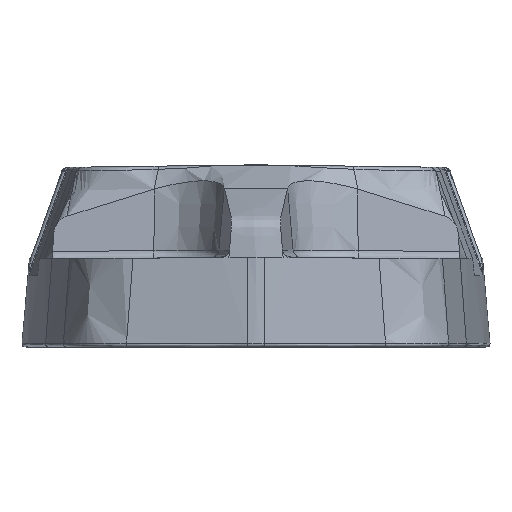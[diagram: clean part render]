
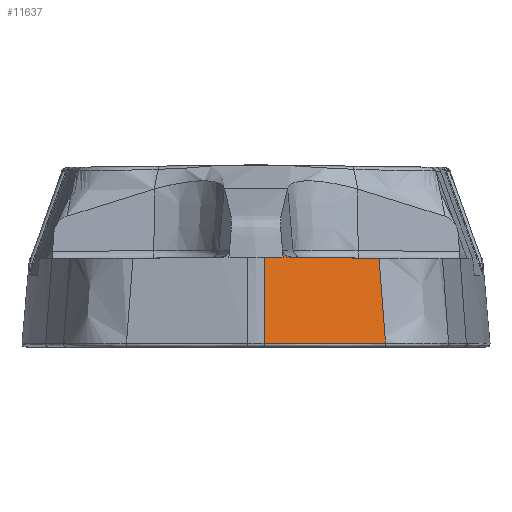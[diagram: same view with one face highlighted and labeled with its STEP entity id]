
A CAD part, left-side view. The second image highlights one B-rep face of the part: STEP entity #11637.
In plain terms, the highlighted free-form (B-spline) face has degree [1, 3] with [2, 10] control points.
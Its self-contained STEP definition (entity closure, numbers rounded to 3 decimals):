
#173 = CARTESIAN_POINT ( 'NONE',  ( -68.201, -18.767, 12.985 ) ) ;
#190 = CARTESIAN_POINT ( 'NONE',  ( -70.368, -4.122, 13.112 ) ) ;
#794 = CARTESIAN_POINT ( 'NONE',  ( -64.914, -27.297, 31.458 ) ) ;
#1043 = CARTESIAN_POINT ( 'NONE',  ( -72.859, -6.617, -10.18 ) ) ;
#1336 = CARTESIAN_POINT ( 'NONE',  ( -70.308, -4.36, 13.461 ) ) ;
#2384 = CARTESIAN_POINT ( 'NONE',  ( -71.656, -1.251, 2.294 ) ) ;
#2509 = CARTESIAN_POINT ( 'NONE',  ( -71.854, -1.25, 0.044 ) ) ;
#2968 = ORIENTED_EDGE ( 'NONE', *, *, #27644, .T. ) ;
#3704 = CARTESIAN_POINT ( 'NONE',  ( -69.178, -19.752, 0.001 ) ) ;
#5209 = CARTESIAN_POINT ( 'NONE',  ( -70.893, -1.255, 10.958 ) ) ;
#5562 = VERTEX_POINT ( 'NONE', #6677 ) ;
#5753 = CARTESIAN_POINT ( 'NONE',  ( -68.807, -19.378, 4.929 ) ) ;
#6303 = CARTESIAN_POINT ( 'NONE',  ( -66.182, 98.452, -10.18 ) ) ;
#6677 = CARTESIAN_POINT ( 'NONE',  ( -70.368, -4.122, 13.112 ) ) ;
#7349 = CARTESIAN_POINT ( 'NONE',  ( -70.3, -4.107, 13.901 ) ) ;
#8155 = CARTESIAN_POINT ( 'NONE',  ( -71.275, -1.253, 6.62 ) ) ;
#8716 = CARTESIAN_POINT ( 'NONE',  ( -69.178, -19.752, 0.001 ) ) ;
#8860 = ORIENTED_EDGE ( 'NONE', *, *, #34173, .T. ) ;
#9221 = CARTESIAN_POINT ( 'NONE',  ( -69.237, -6.147, 31.458 ) ) ;
#9260 = CARTESIAN_POINT ( 'NONE',  ( -70.323, -4.108, 13.638 ) ) ;
#9391 = EDGE_CURVE ( 'NONE', #5562, #15776, #31357, .T. ) ;
#9604 = CARTESIAN_POINT ( 'NONE',  ( -71.442, 76.546, -10.18 ) ) ;
#9638 = CARTESIAN_POINT ( 'NONE',  ( -70.347, -4.101, 13.375 ) ) ;
#9728 = CARTESIAN_POINT ( 'NONE',  ( -68.612, -27.397, -10.18 ) ) ;
#10153 = CARTESIAN_POINT ( 'NONE',  ( -70.288, -4.67, 13.25 ) ) ;
#10410 = ORIENTED_EDGE ( 'NONE', *, *, #9391, .T. ) ;
#10755 = CARTESIAN_POINT ( 'NONE',  ( -71.858, -1.25, 0.001 ) ) ;
#10887 = EDGE_CURVE ( 'NONE', #34471, #34495, #21109, .T. ) ;
#11203 = CARTESIAN_POINT ( 'NONE',  ( -71.847, -1.25, 0.13 ) ) ;
#11637 = ADVANCED_FACE ( 'NONE', ( #22303 ), #22432, .T. ) ;
#11749 = CARTESIAN_POINT ( 'NONE',  ( -68.201, -18.767, 12.985 ) ) ;
#11785 = CARTESIAN_POINT ( 'NONE',  ( -70.368, -4.122, 13.112 ) ) ;
#12178 = CARTESIAN_POINT ( 'NONE',  ( -70.467, 55.468, 31.458 ) ) ;
#12316 = CARTESIAN_POINT ( 'NONE',  ( -74.813, 14.209, -10.18 ) ) ;
#12443 = CARTESIAN_POINT ( 'NONE',  ( -62.646, 97.576, 31.458 ) ) ;
#12699 = ORIENTED_EDGE ( 'NONE', *, *, #19559, .F. ) ;
#13475 = EDGE_CURVE ( 'NONE', #15776, #13930, #32547, .T. ) ;
#13770 = VERTEX_POINT ( 'NONE', #31196 ) ;
#13930 = VERTEX_POINT ( 'NONE', #30417 ) ;
#14127 = B_SPLINE_CURVE_WITH_KNOTS ( 'NONE', 3,
 ( #190, #9638, #9260, #18069 ),
 .UNSPECIFIED., .F., .F.,
 ( 4, 4 ),
 ( 0., 0.001 ),
 .UNSPECIFIED. ) ;
#14484 = CARTESIAN_POINT ( 'NONE',  ( -70.595, -2.212, 13.122 ) ) ;
#15376 = CARTESIAN_POINT ( 'NONE',  ( -66.336, 97.81, -10.18 ) ) ;
#15416 = CARTESIAN_POINT ( 'NONE',  ( -70.699, -1.255, 13.127 ) ) ;
#15479 = CARTESIAN_POINT ( 'NONE',  ( -69.11, -19.684, 0.901 ) ) ;
#15776 = VERTEX_POINT ( 'NONE', #15416 ) ;
#16291 = CARTESIAN_POINT ( 'NONE',  ( -70.279, -4.783, 13.196 ) ) ;
#16646 = CARTESIAN_POINT ( 'NONE',  ( -70.271, -13.634, 0.001 ) ) ;
#16741 = B_SPLINE_CURVE_WITH_KNOTS ( 'NONE', 3,
 ( #33475, #24831, #30920, #16291, #10153, #1336, #36796, #7349 ),
 .UNSPECIFIED., .F., .F.,
 ( 4, 2, 2, 4 ),
 ( 0., 0., 0.001, 0.001 ),
 .UNSPECIFIED. ) ;
#17406 = VERTEX_POINT ( 'NONE', #29428 ) ;
#17554 = CARTESIAN_POINT ( 'NONE',  ( -69.657, -9.795, 13.074 ) ) ;
#18032 = CARTESIAN_POINT ( 'NONE',  ( -62.798, 96.943, 31.458 ) ) ;
#18069 = CARTESIAN_POINT ( 'NONE',  ( -70.3, -4.107, 13.901 ) ) ;
#19201 = B_SPLINE_CURVE_WITH_KNOTS ( 'NONE', 3,
 ( #173, #32586, #17554, #26369 ),
 .UNSPECIFIED., .F., .F.,
 ( 4, 4 ),
 ( 0., 0.922 ),
 .UNSPECIFIED. ) ;
#19559 = EDGE_CURVE ( 'NONE', #5562, #22437, #14127, .T. ) ;
#20799 = CARTESIAN_POINT ( 'NONE',  ( -68.503, -19.072, 8.957 ) ) ;
#21109 = B_SPLINE_CURVE_WITH_KNOTS ( 'NONE', 3,
 ( #11749, #20799, #5753, #26186 ),
 .UNSPECIFIED., .F., .F.,
 ( 4, 4 ),
 ( 0., 0.94 ),
 .UNSPECIFIED. ) ;
#21199 = CARTESIAN_POINT ( 'NONE',  ( -69.133, -19.706, 0.601 ) ) ;
#22303 = FACE_OUTER_BOUND ( 'NONE', #29751, .T. ) ;
#22432 = B_SPLINE_SURFACE_WITH_KNOTS ( 'NONE', 1, 3, ( 
 ( #27245, #24175, #9728, #1043, #12316, #35508, #9604, #23793, #15376, #6303 ),
 ( #26734, #794, #29645, #9221, #26992, #12178, #23918, #32569, #18032, #12443 ) ),
 .UNSPECIFIED., .F., .F., .F.,
 ( 2, 2 ),
 ( 4, 2, 2, 2, 4 ),
 ( -0.095, 1.485 ),
 ( -0.016, 0., 0.5, 1., 1.016 ),
 .UNSPECIFIED. ) ;
#22437 = VERTEX_POINT ( 'NONE', #31800 ) ;
#22714 = CARTESIAN_POINT ( 'NONE',  ( -71.084, -1.254, 8.789 ) ) ;
#22962 = CARTESIAN_POINT ( 'NONE',  ( -71.858, -1.25, 0.001 ) ) ;
#23149 = CARTESIAN_POINT ( 'NONE',  ( -70.699, -1.255, 13.127 ) ) ;
#23494 = CARTESIAN_POINT ( 'NONE',  ( -68.201, -18.767, 12.985 ) ) ;
#23793 = CARTESIAN_POINT ( 'NONE',  ( -66.49, 97.168, -10.18 ) ) ;
#23918 = CARTESIAN_POINT ( 'NONE',  ( -67.838, 75.952, 31.458 ) ) ;
#24175 = CARTESIAN_POINT ( 'NONE',  ( -68.48, -28.043, -10.18 ) ) ;
#24831 = CARTESIAN_POINT ( 'NONE',  ( -70.242, -5.144, 13.103 ) ) ;
#25909 = CARTESIAN_POINT ( 'NONE',  ( -71.466, -1.252, 4.457 ) ) ;
#26186 = CARTESIAN_POINT ( 'NONE',  ( -69.11, -19.684, 0.901 ) ) ;
#26369 = CARTESIAN_POINT ( 'NONE',  ( -70.226, -5.269, 13.103 ) ) ;
#26734 = CARTESIAN_POINT ( 'NONE',  ( -64.784, -27.936, 31.458 ) ) ;
#26992 = CARTESIAN_POINT ( 'NONE',  ( -71.166, 14.415, 31.458 ) ) ;
#27245 = CARTESIAN_POINT ( 'NONE',  ( -68.348, -28.69, -10.18 ) ) ;
#27644 = EDGE_CURVE ( 'NONE', #13930, #17406, #37297, .T. ) ;
#28503 = CARTESIAN_POINT ( 'NONE',  ( -71.166, -7.46, 0.001 ) ) ;
#28623 = B_SPLINE_CURVE_WITH_KNOTS ( 'NONE', 3,
 ( #15479, #21199, #32539, #3704 ),
 .UNSPECIFIED., .F., .F.,
 ( 4, 4 ),
 ( 0.11, 0.111 ),
 .UNSPECIFIED. ) ;
#29249 = ORIENTED_EDGE ( 'NONE', *, *, #31557, .F. ) ;
#29428 = CARTESIAN_POINT ( 'NONE',  ( -69.178, -19.752, 0.001 ) ) ;
#29645 = CARTESIAN_POINT ( 'NONE',  ( -65.045, -26.659, 31.458 ) ) ;
#29751 = EDGE_LOOP ( 'NONE', ( #30939, #2968, #29249, #30243, #8860, #37529, #12699, #10410 ) ) ;
#30243 = ORIENTED_EDGE ( 'NONE', *, *, #10887, .F. ) ;
#30417 = CARTESIAN_POINT ( 'NONE',  ( -71.858, -1.25, 0.001 ) ) ;
#30777 = EDGE_CURVE ( 'NONE', #13770, #22437, #16741, .T. ) ;
#30920 = CARTESIAN_POINT ( 'NONE',  ( -70.256, -5.022, 13.122 ) ) ;
#30939 = ORIENTED_EDGE ( 'NONE', *, *, #13475, .T. ) ;
#31196 = CARTESIAN_POINT ( 'NONE',  ( -70.226, -5.269, 13.103 ) ) ;
#31357 = B_SPLINE_CURVE_WITH_KNOTS ( 'NONE', 3,
 ( #11785, #32047, #14484, #23149 ),
 .UNSPECIFIED., .F., .F.,
 ( 4, 4 ),
 ( 0., 0.407 ),
 .UNSPECIFIED. ) ;
#31557 = EDGE_CURVE ( 'NONE', #34495, #17406, #28623, .T. ) ;
#31800 = CARTESIAN_POINT ( 'NONE',  ( -70.3, -4.107, 13.901 ) ) ;
#32047 = CARTESIAN_POINT ( 'NONE',  ( -70.484, -3.168, 13.117 ) ) ;
#32539 = CARTESIAN_POINT ( 'NONE',  ( -69.155, -19.729, 0.301 ) ) ;
#32547 = B_SPLINE_CURVE_WITH_KNOTS ( 'NONE', 3,
 ( #34931, #5209, #22714, #8155, #25909, #2384, #11203, #37485, #2509, #22962 ),
 .UNSPECIFIED., .F., .F.,
 ( 4, 3, 3, 4 ),
 ( 0., 0.007, 0.013, 0.013 ),
 .UNSPECIFIED. ) ;
#32569 = CARTESIAN_POINT ( 'NONE',  ( -62.95, 96.31, 31.458 ) ) ;
#32586 = CARTESIAN_POINT ( 'NONE',  ( -68.98, -14.296, 13.034 ) ) ;
#33475 = CARTESIAN_POINT ( 'NONE',  ( -70.226, -5.269, 13.103 ) ) ;
#34173 = EDGE_CURVE ( 'NONE', #34471, #13770, #19201, .T. ) ;
#34471 = VERTEX_POINT ( 'NONE', #23494 ) ;
#34495 = VERTEX_POINT ( 'NONE', #35191 ) ;
#34931 = CARTESIAN_POINT ( 'NONE',  ( -70.699, -1.255, 13.127 ) ) ;
#35191 = CARTESIAN_POINT ( 'NONE',  ( -69.11, -19.684, 0.901 ) ) ;
#35508 = CARTESIAN_POINT ( 'NONE',  ( -74.105, 55.798, -10.18 ) ) ;
#36796 = CARTESIAN_POINT ( 'NONE',  ( -70.31, -4.196, 13.665 ) ) ;
#37297 = B_SPLINE_CURVE_WITH_KNOTS ( 'NONE', 3,
 ( #10755, #28503, #16646, #8716 ),
 .UNSPECIFIED., .F., .F.,
 ( 4, 4 ),
 ( 0., 0.019 ),
 .UNSPECIFIED. ) ;
#37485 = CARTESIAN_POINT ( 'NONE',  ( -71.851, -1.25, 0.087 ) ) ;
#37529 = ORIENTED_EDGE ( 'NONE', *, *, #30777, .T. ) ;
